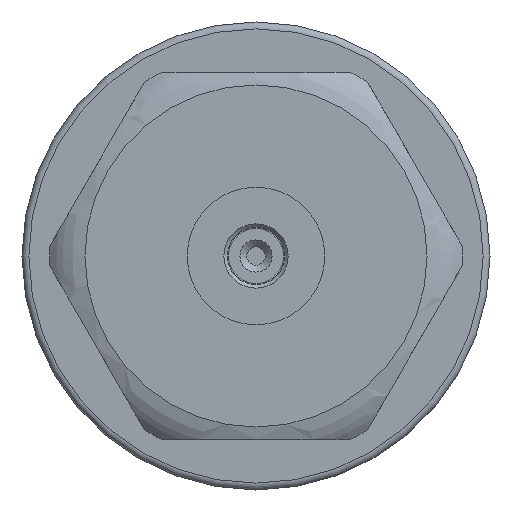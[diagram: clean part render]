
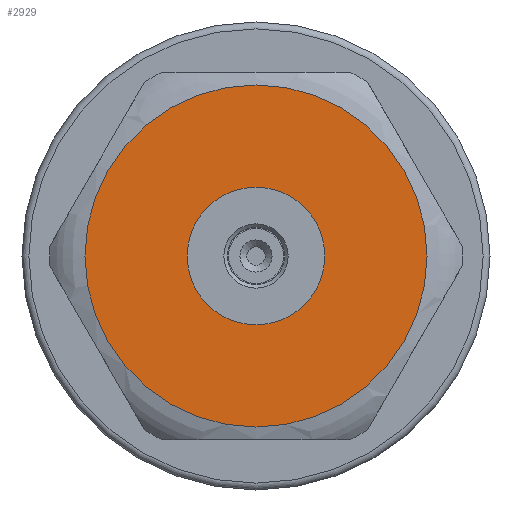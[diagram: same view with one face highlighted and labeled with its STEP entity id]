
A CAD part, left-side view. The second image highlights one B-rep face of the part: STEP entity #2929.
In plain terms, the highlighted planar face has unit normal (-1, 0, 0).
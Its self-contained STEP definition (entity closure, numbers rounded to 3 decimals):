
#91=PLANE('',#3222);
#861=ORIENTED_EDGE('',*,*,#1643,.F.);
#862=ORIENTED_EDGE('',*,*,#1636,.F.);
#1636=EDGE_CURVE('',#2012,#2012,#2230,.F.);
#1643=EDGE_CURVE('',#2013,#2013,#2237,.T.);
#2012=VERTEX_POINT('',#11764);
#2013=VERTEX_POINT('',#11773);
#2230=CIRCLE('',#3215,3.728);
#2237=CIRCLE('',#3223,1.5);
#2396=EDGE_LOOP('',(#861));
#2397=EDGE_LOOP('',(#862));
#2659=FACE_BOUND('',#2396,.T.);
#2660=FACE_BOUND('',#2397,.T.);
#2929=ADVANCED_FACE('',(#2659,#2660),#91,.T.);
#3215=AXIS2_PLACEMENT_3D('',#11763,#3648,#3649);
#3222=AXIS2_PLACEMENT_3D('',#11771,#3662,#3663);
#3223=AXIS2_PLACEMENT_3D('',#11772,#3664,#3665);
#3648=DIRECTION('',(-1.,0.,0.));
#3649=DIRECTION('',(0.,0.,1.));
#3662=DIRECTION('',(-1.,0.,0.));
#3663=DIRECTION('',(0.,0.,1.));
#3664=DIRECTION('',(-1.,0.,0.));
#3665=DIRECTION('',(0.,0.,1.));
#11763=CARTESIAN_POINT('',(-3.4,0.,0.));
#11764=CARTESIAN_POINT('',(-3.4,0.,3.728));
#11771=CARTESIAN_POINT('',(-3.4,0.,0.));
#11772=CARTESIAN_POINT('',(-3.4,0.,0.));
#11773=CARTESIAN_POINT('',(-3.4,0.,1.5));
